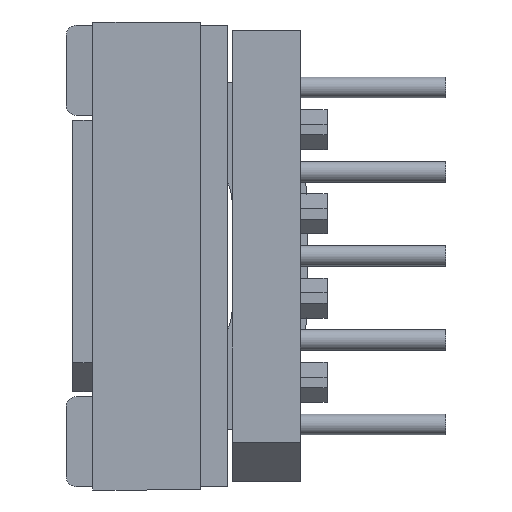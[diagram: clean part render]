
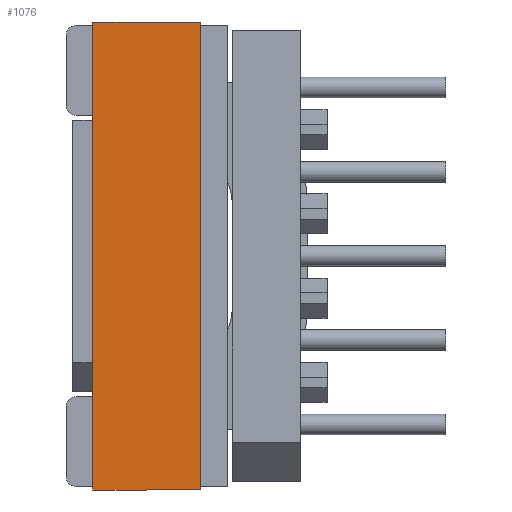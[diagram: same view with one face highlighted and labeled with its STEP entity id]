
A CAD part, left-side view. The second image highlights one B-rep face of the part: STEP entity #1076.
In plain terms, the highlighted planar face has unit normal (-1, 0, 0).
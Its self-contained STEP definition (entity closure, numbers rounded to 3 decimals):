
#65 = CARTESIAN_POINT ( 'NONE',  ( -0.102, 0.102, -3.18 ) ) ;
#152 = ORIENTED_EDGE ( 'NONE', *, *, #6121, .T. ) ;
#266 = EDGE_CURVE ( 'NONE', #3077, #6066, #3776, .T. ) ;
#952 = ORIENTED_EDGE ( 'NONE', *, *, #2356, .T. ) ;
#1002 = CARTESIAN_POINT ( 'NONE',  ( -0.102, -13.702, -3.18 ) ) ;
#1043 = CARTESIAN_POINT ( 'NONE',  ( -0.102, 0.102, 0. ) ) ;
#1076 = ADVANCED_FACE ( 'NONE', ( #5690 ), #1737, .T. ) ;
#1627 = CARTESIAN_POINT ( 'NONE',  ( -0.102, 0.102, -3.18 ) ) ;
#1737 = PLANE ( 'NONE',  #5740 ) ;
#1919 = DIRECTION ( 'NONE',  ( 0., 0., 1. ) ) ;
#1977 = CARTESIAN_POINT ( 'NONE',  ( -0.102, -13.702, -3.18 ) ) ;
#2356 = EDGE_CURVE ( 'NONE', #2903, #6066, #2551, .T. ) ;
#2524 = LINE ( 'NONE', #65, #3767 ) ;
#2551 = LINE ( 'NONE', #1977, #4964 ) ;
#2666 = DIRECTION ( 'NONE',  ( 0., 0., 1. ) ) ;
#2859 = LINE ( 'NONE', #1002, #5264 ) ;
#2903 = VERTEX_POINT ( 'NONE', #6364 ) ;
#2989 = CARTESIAN_POINT ( 'NONE',  ( -0.102, -13.702, 0. ) ) ;
#3022 = DIRECTION ( 'NONE',  ( 0., -1., 0. ) ) ;
#3062 = DIRECTION ( 'NONE',  ( -1., 0., 0. ) ) ;
#3077 = VERTEX_POINT ( 'NONE', #1043 ) ;
#3155 = DIRECTION ( 'NONE',  ( 0., 0., 1. ) ) ;
#3192 = VERTEX_POINT ( 'NONE', #1627 ) ;
#3249 = EDGE_CURVE ( 'NONE', #3192, #3077, #2524, .T. ) ;
#3529 = CARTESIAN_POINT ( 'NONE',  ( -0.102, -13.702, -3.18 ) ) ;
#3767 = VECTOR ( 'NONE', #3155, 1000. ) ;
#3776 = LINE ( 'NONE', #2989, #6231 ) ;
#3811 = DIRECTION ( 'NONE',  ( 0., -1., 0. ) ) ;
#4432 = ORIENTED_EDGE ( 'NONE', *, *, #266, .F. ) ;
#4520 = CARTESIAN_POINT ( 'NONE',  ( -0.102, -13.702, 0. ) ) ;
#4964 = VECTOR ( 'NONE', #1919, 1000. ) ;
#5264 = VECTOR ( 'NONE', #3022, 1000. ) ;
#5288 = EDGE_LOOP ( 'NONE', ( #4432, #6136, #152, #952 ) ) ;
#5690 = FACE_OUTER_BOUND ( 'NONE', #5288, .T. ) ;
#5740 = AXIS2_PLACEMENT_3D ( 'NONE', #3529, #3062, #2666 ) ;
#6066 = VERTEX_POINT ( 'NONE', #4520 ) ;
#6121 = EDGE_CURVE ( 'NONE', #3192, #2903, #2859, .T. ) ;
#6136 = ORIENTED_EDGE ( 'NONE', *, *, #3249, .F. ) ;
#6231 = VECTOR ( 'NONE', #3811, 1000. ) ;
#6364 = CARTESIAN_POINT ( 'NONE',  ( -0.102, -13.702, -3.18 ) ) ;
